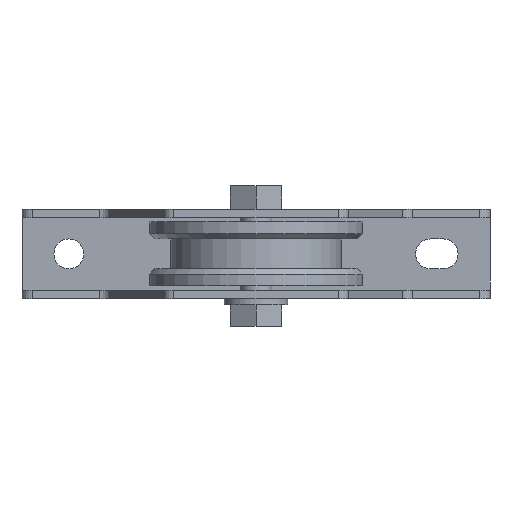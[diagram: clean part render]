
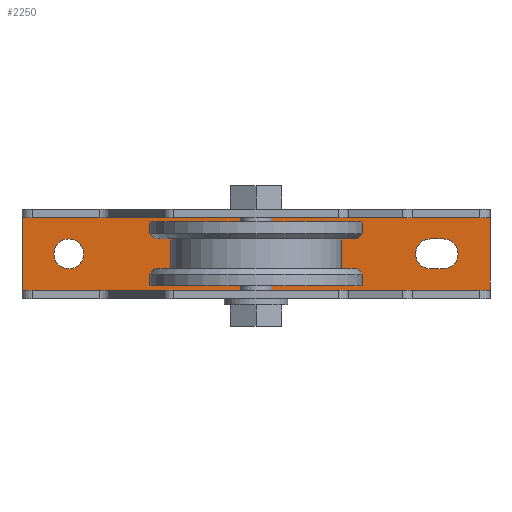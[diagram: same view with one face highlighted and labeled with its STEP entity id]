
A CAD part, front view. The second image highlights one B-rep face of the part: STEP entity #2250.
In plain terms, the highlighted planar face has unit normal (0, -1, 0).
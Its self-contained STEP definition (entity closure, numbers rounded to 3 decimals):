
#9 = VERTEX_POINT ( 'NONE', #764 ) ;
#26 = EDGE_CURVE ( 'NONE', #429, #34, #746, .T. ) ;
#34 = VERTEX_POINT ( 'NONE', #797 ) ;
#69 = EDGE_CURVE ( 'NONE', #9, #429, #802, .T. ) ;
#88 = EDGE_CURVE ( 'NONE', #9, #2248, #838, .T. ) ;
#102 = EDGE_LOOP ( 'NONE', ( #114, #112 ) ) ;
#104 = ORIENTED_EDGE ( 'NONE', *, *, #88, .T. ) ;
#105 = EDGE_CURVE ( 'NONE', #2230, #2238, #874, .T. ) ;
#107 = ORIENTED_EDGE ( 'NONE', *, *, #69, .F. ) ;
#108 = ORIENTED_EDGE ( 'NONE', *, *, #26, .F. ) ;
#110 = EDGE_LOOP ( 'NONE', ( #111, #108, #107, #104 ) ) ;
#111 = ORIENTED_EDGE ( 'NONE', *, *, #2286, .T. ) ;
#112 = ORIENTED_EDGE ( 'NONE', *, *, #319, .T. ) ;
#113 = EDGE_CURVE ( 'NONE', #321, #320, #929, .T. ) ;
#114 = ORIENTED_EDGE ( 'NONE', *, *, #113, .T. ) ;
#319 = EDGE_CURVE ( 'NONE', #320, #321, #1298, .T. ) ;
#320 = VERTEX_POINT ( 'NONE', #1294 ) ;
#321 = VERTEX_POINT ( 'NONE', #1293 ) ;
#429 = VERTEX_POINT ( 'NONE', #1488 ) ;
#743 = DIRECTION ( 'NONE',  ( -1., 0., 0. ) ) ;
#744 = VECTOR ( 'NONE', #743, 1000. ) ;
#745 = CARTESIAN_POINT ( 'NONE',  ( 110., 56., -17. ) ) ;
#746 = LINE ( 'NONE', #745, #744 ) ;
#764 = CARTESIAN_POINT ( 'NONE',  ( 110., 56., 17. ) ) ;
#797 = CARTESIAN_POINT ( 'NONE',  ( -110., 56., -17. ) ) ;
#799 = DIRECTION ( 'NONE',  ( 0., 0., -1. ) ) ;
#800 = VECTOR ( 'NONE', #799, 1000. ) ;
#801 = CARTESIAN_POINT ( 'NONE',  ( 110., 56., 17. ) ) ;
#802 = LINE ( 'NONE', #801, #800 ) ;
#835 = DIRECTION ( 'NONE',  ( -1., 0., 0. ) ) ;
#836 = VECTOR ( 'NONE', #835, 1000. ) ;
#837 = CARTESIAN_POINT ( 'NONE',  ( 110., 56., 17. ) ) ;
#838 = LINE ( 'NONE', #837, #836 ) ;
#870 = DIRECTION ( 'NONE',  ( 0., 0., 1. ) ) ;
#871 = DIRECTION ( 'NONE',  ( 0., 1., 0. ) ) ;
#872 = CARTESIAN_POINT ( 'NONE',  ( 88., 56., 0. ) ) ;
#873 = AXIS2_PLACEMENT_3D ( 'NONE', #872, #871, #870 ) ;
#874 = CIRCLE ( 'NONE', #873, 7. ) ;
#925 = DIRECTION ( 'NONE',  ( 0., 0., 1. ) ) ;
#926 = DIRECTION ( 'NONE',  ( 0., 1., 0. ) ) ;
#927 = CARTESIAN_POINT ( 'NONE',  ( -88., 56., 0. ) ) ;
#928 = AXIS2_PLACEMENT_3D ( 'NONE', #927, #926, #925 ) ;
#929 = CIRCLE ( 'NONE', #928, 7. ) ;
#1293 = CARTESIAN_POINT ( 'NONE',  ( -88., 56., 7. ) ) ;
#1294 = CARTESIAN_POINT ( 'NONE',  ( -88., 56., -7. ) ) ;
#1295 = DIRECTION ( 'NONE',  ( 0., 0., 1. ) ) ;
#1296 = DIRECTION ( 'NONE',  ( 0., 1., 0. ) ) ;
#1297 = AXIS2_PLACEMENT_3D ( 'NONE', #1302, #1296, #1295 ) ;
#1298 = CIRCLE ( 'NONE', #1297, 7. ) ;
#1302 = CARTESIAN_POINT ( 'NONE',  ( -88., 56., 0. ) ) ;
#1488 = CARTESIAN_POINT ( 'NONE',  ( 110., 56., -17. ) ) ;
#1919 = CARTESIAN_POINT ( 'NONE',  ( 88., 56., 7. ) ) ;
#1961 = DIRECTION ( 'NONE',  ( 0., 0., 1. ) ) ;
#1962 = DIRECTION ( 'NONE',  ( 0., 1., 0. ) ) ;
#1963 = CARTESIAN_POINT ( 'NONE',  ( 110., 56., 17. ) ) ;
#1964 = AXIS2_PLACEMENT_3D ( 'NONE', #1963, #1962, #1961 ) ;
#1965 = PLANE ( 'NONE',  #1964 ) ;
#1966 = FACE_OUTER_BOUND ( 'NONE', #110, .T. ) ;
#1967 = FACE_BOUND ( 'NONE', #102, .T. ) ;
#1968 = FACE_BOUND ( 'NONE', #2241, .T. ) ;
#1969 = CARTESIAN_POINT ( 'NONE',  ( -110., 56., 17. ) ) ;
#1970 = DIRECTION ( 'NONE',  ( -1., 0., 0. ) ) ;
#1971 = VECTOR ( 'NONE', #1970, 1000. ) ;
#1972 = CARTESIAN_POINT ( 'NONE',  ( 82., 56., -7. ) ) ;
#1973 = LINE ( 'NONE', #1972, #1971 ) ;
#1974 = CARTESIAN_POINT ( 'NONE',  ( 88., 56., -7. ) ) ;
#1975 = DIRECTION ( 'NONE',  ( 0., 0., 1. ) ) ;
#1976 = DIRECTION ( 'NONE',  ( 0., 1., 0. ) ) ;
#1977 = CARTESIAN_POINT ( 'NONE',  ( 82., 56., 0. ) ) ;
#1978 = AXIS2_PLACEMENT_3D ( 'NONE', #1977, #1976, #1975 ) ;
#1979 = CIRCLE ( 'NONE', #1978, 7. ) ;
#1980 = CARTESIAN_POINT ( 'NONE',  ( 82., 56., -7. ) ) ;
#1981 = DIRECTION ( 'NONE',  ( 1., 0., 0. ) ) ;
#1982 = VECTOR ( 'NONE', #1981, 1000. ) ;
#1983 = CARTESIAN_POINT ( 'NONE',  ( 82., 56., 7. ) ) ;
#1984 = LINE ( 'NONE', #1983, #1982 ) ;
#1985 = CARTESIAN_POINT ( 'NONE',  ( 82., 56., 7. ) ) ;
#2018 = DIRECTION ( 'NONE',  ( 0., 0., -1. ) ) ;
#2019 = VECTOR ( 'NONE', #2018, 1000. ) ;
#2020 = CARTESIAN_POINT ( 'NONE',  ( -110., 56., 17. ) ) ;
#2021 = LINE ( 'NONE', #2020, #2019 ) ;
#2230 = VERTEX_POINT ( 'NONE', #1919 ) ;
#2231 = ORIENTED_EDGE ( 'NONE', *, *, #105, .T. ) ;
#2232 = ORIENTED_EDGE ( 'NONE', *, *, #2234, .T. ) ;
#2233 = VERTEX_POINT ( 'NONE', #1985 ) ;
#2234 = EDGE_CURVE ( 'NONE', #2233, #2230, #1984, .T. ) ;
#2235 = ORIENTED_EDGE ( 'NONE', *, *, #2237, .T. ) ;
#2236 = VERTEX_POINT ( 'NONE', #1980 ) ;
#2237 = EDGE_CURVE ( 'NONE', #2236, #2233, #1979, .T. ) ;
#2238 = VERTEX_POINT ( 'NONE', #1974 ) ;
#2239 = EDGE_CURVE ( 'NONE', #2238, #2236, #1973, .T. ) ;
#2240 = ORIENTED_EDGE ( 'NONE', *, *, #2239, .T. ) ;
#2241 = EDGE_LOOP ( 'NONE', ( #2240, #2235, #2232, #2231 ) ) ;
#2248 = VERTEX_POINT ( 'NONE', #1969 ) ;
#2250 = ADVANCED_FACE ( 'NONE', ( #1968, #1967, #1966 ), #1965, .F. ) ;
#2286 = EDGE_CURVE ( 'NONE', #2248, #34, #2021, .T. ) ;
